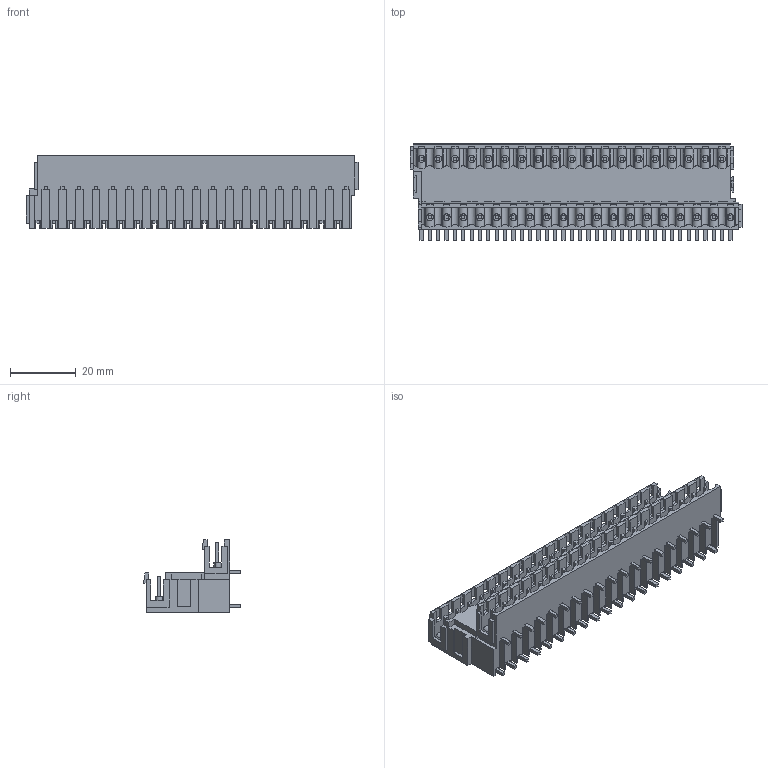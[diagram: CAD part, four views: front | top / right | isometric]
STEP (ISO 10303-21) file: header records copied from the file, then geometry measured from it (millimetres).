
FILE_DESCRIPTION(('CATIA V5 STEP Exchange','CAx-IF Rec.Pracs.--- Model Styling and Organization---1.2---2011-12-15'),'2;1');
FILE_NAME ('D1454989_0_1726450000_1726450000.stp','2017-09-26T13:16:31+00:00',('none'),('Weidmueller'),'CATIA Version 5-6 Release 2014','CATIA V5 STEP AP214','none');
FILE_SCHEMA(('AUTOMOTIVE_DESIGN { 1 0 10303 214 1 1 1 1 }'));
Products named in the file (1): 1726450000
Bounding box: 101.02 x 29.41 x 22.16 mm (x, y, z)
Volume: 22635.4 mm3; surface area: 25932.3 mm2
Topology: 39 solids, 39 shells, 1434 faces, 4826 edges, 3358 vertices
Faces by surface type: plane 1189, cylinder 245
Entity records: 51819 total; most frequent: CARTESIAN_POINT 12671, ORIENTED_EDGE 9652, DIRECTION 5939, EDGE_CURVE 4826, VECTOR 4126, LINE 4126, VERTEX_POINT 3358, EDGE_LOOP 1512
